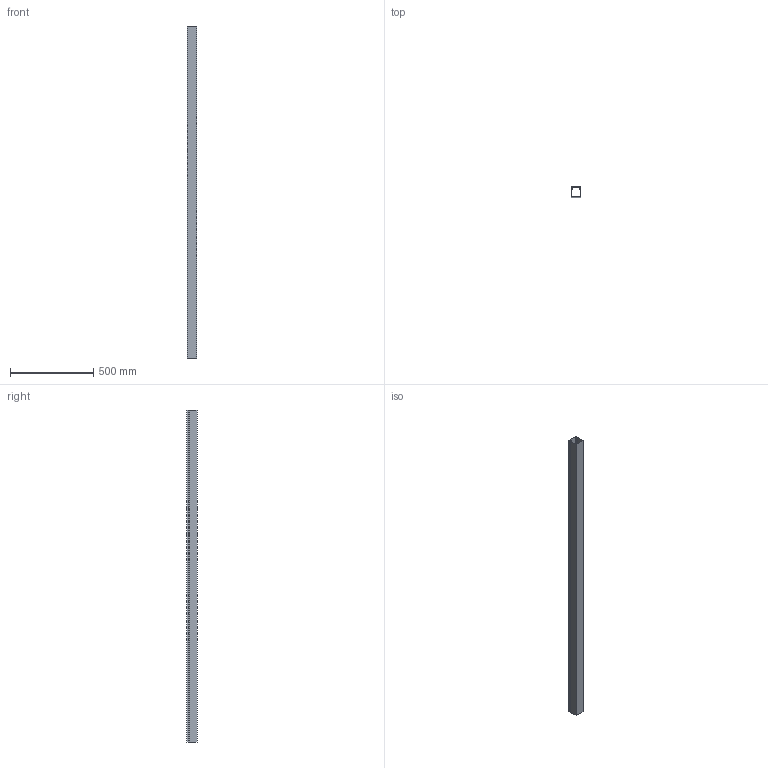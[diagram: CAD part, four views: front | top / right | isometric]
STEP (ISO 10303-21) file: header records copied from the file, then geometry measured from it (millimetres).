
FILE_DESCRIPTION (( 'STEP AP214' ), '1' );
FILE_NAME ('6247091.stp', '2016-09-29T12:22:56', ( '' ), ( '' ), 'SwSTEP 2.0', 'SolidWorks 2014', '' );
FILE_SCHEMA (( 'AUTOMOTIVE_DESIGN' ));
Length unit declared in the file: millimetre
Products named in the file (3): BKS 03.002-019_Standard; 6247091; BKS 03.002-025_60_Standard
Assembly tree (2 placements, depth 2):
  6247091
    BKS 03.002-019_Standard
    BKS 03.002-025_60_Standard
Bounding box: 60.05 x 63.7 x 2000 mm (x, y, z)
Volume: 381457.9 mm3; surface area: 1025001.3 mm2
Topology: 2 solids, 2 shells, 46 faces, 126 edges, 84 vertices
Faces by surface type: plane 28, cylinder 18
Entity records: 1576 total; most frequent: DIRECTION 264, CARTESIAN_POINT 261, ORIENTED_EDGE 252, EDGE_CURVE 126, LINE 90, VECTOR 90, AXIS2_PLACEMENT_3D 87, VERTEX_POINT 84
